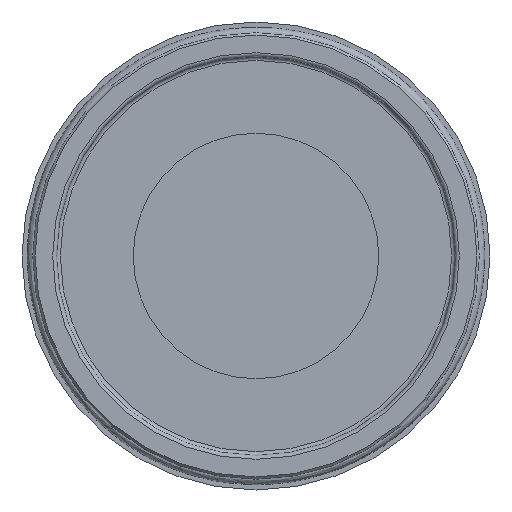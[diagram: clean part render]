
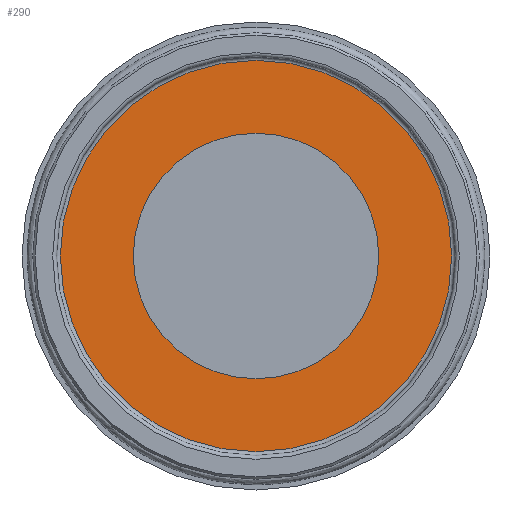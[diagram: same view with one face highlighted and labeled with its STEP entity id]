
A CAD part, front view. The second image highlights one B-rep face of the part: STEP entity #290.
In plain terms, the highlighted planar face has unit normal (0, -1, 0).
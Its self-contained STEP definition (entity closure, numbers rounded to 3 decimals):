
#62=ORIENTED_EDGE('',*,*,#98,.T.);
#63=ORIENTED_EDGE('',*,*,#97,.F.);
#97=EDGE_CURVE('',#220,#220,#120,.T.);
#98=EDGE_CURVE('',#221,#221,#121,.T.);
#120=CIRCLE('',#373,16.);
#121=CIRCLE('',#375,25.5);
#154=EDGE_LOOP('',(#62));
#155=EDGE_LOOP('',(#63));
#176=PLANE('',#374);
#220=VERTEX_POINT('',#757);
#221=VERTEX_POINT('',#760);
#256=FACE_BOUND('',#154,.T.);
#257=FACE_BOUND('',#155,.T.);
#290=ADVANCED_FACE('',(#256,#257),#176,.T.);
#373=AXIS2_PLACEMENT_3D('',#756,#458,#459);
#374=AXIS2_PLACEMENT_3D('',#758,#460,#461);
#375=AXIS2_PLACEMENT_3D('',#759,#462,#463);
#458=DIRECTION('',(0.,-1.,0.));
#459=DIRECTION('',(-1.,0.,0.));
#460=DIRECTION('',(0.,-1.,0.));
#461=DIRECTION('',(1.,0.,0.));
#462=DIRECTION('',(0.,-1.,0.));
#463=DIRECTION('',(1.,0.,0.));
#756=CARTESIAN_POINT('',(0.,-2.,0.));
#757=CARTESIAN_POINT('',(-16.,-2.,0.));
#758=CARTESIAN_POINT('',(0.,-2.,0.));
#759=CARTESIAN_POINT('',(0.,-2.,0.));
#760=CARTESIAN_POINT('',(25.5,-2.,0.));
